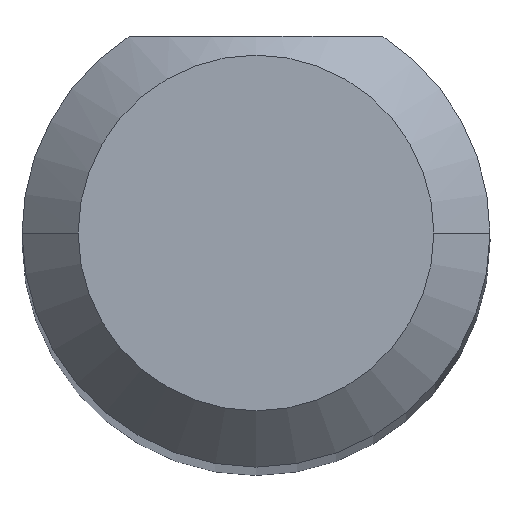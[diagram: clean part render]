
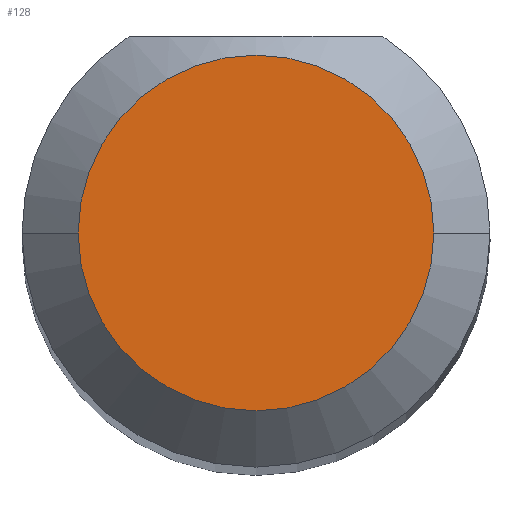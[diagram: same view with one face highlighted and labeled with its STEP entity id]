
A CAD part, top view. The second image highlights one B-rep face of the part: STEP entity #128.
In plain terms, the highlighted planar face has unit normal (0, 0, 1).
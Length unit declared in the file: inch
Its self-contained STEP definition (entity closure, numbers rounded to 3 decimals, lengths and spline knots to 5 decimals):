
#107 = PLANE ( 'NONE',  #267 ) ;
#128 = ADVANCED_FACE ( 'NONE', ( #365 ), #107, .T. ) ;
#157 = ORIENTED_EDGE ( 'NONE', *, *, #506, .T. ) ;
#159 = CARTESIAN_POINT ( 'NONE',  ( 0., 0., 1.5 ) ) ;
#178 = CARTESIAN_POINT ( 'NONE',  ( 0.0475, 0., 1.5 ) ) ;
#195 = VERTEX_POINT ( 'NONE', #322 ) ;
#210 = AXIS2_PLACEMENT_3D ( 'NONE', #429, #468, #420 ) ;
#267 = AXIS2_PLACEMENT_3D ( 'NONE', #437, #270, #410 ) ;
#270 = DIRECTION ( 'NONE',  ( 0., 0., 1. ) ) ;
#299 = DIRECTION ( 'NONE',  ( 0., 0., 1. ) ) ;
#322 = CARTESIAN_POINT ( 'NONE',  ( -0.0475, 0., 1.5 ) ) ;
#358 = ORIENTED_EDGE ( 'NONE', *, *, #528, .T. ) ;
#365 = FACE_OUTER_BOUND ( 'NONE', #394, .T. ) ;
#394 = EDGE_LOOP ( 'NONE', ( #358, #157 ) ) ;
#410 = DIRECTION ( 'NONE',  ( 1., 0., 0. ) ) ;
#415 = VERTEX_POINT ( 'NONE', #178 ) ;
#420 = DIRECTION ( 'NONE',  ( 1., 0., 0. ) ) ;
#429 = CARTESIAN_POINT ( 'NONE',  ( 0., 0., 1.5 ) ) ;
#437 = CARTESIAN_POINT ( 'NONE',  ( 0., 0., 1.5 ) ) ;
#468 = DIRECTION ( 'NONE',  ( 0., 0., 1. ) ) ;
#501 = DIRECTION ( 'NONE',  ( 1., 0., 0. ) ) ;
#506 = EDGE_CURVE ( 'NONE', #415, #195, #518, .T. ) ;
#518 = CIRCLE ( 'NONE', #210, 0.0475 ) ;
#528 = EDGE_CURVE ( 'NONE', #195, #415, #533, .T. ) ;
#533 = CIRCLE ( 'NONE', #552, 0.0475 ) ;
#552 = AXIS2_PLACEMENT_3D ( 'NONE', #159, #299, #501 ) ;
